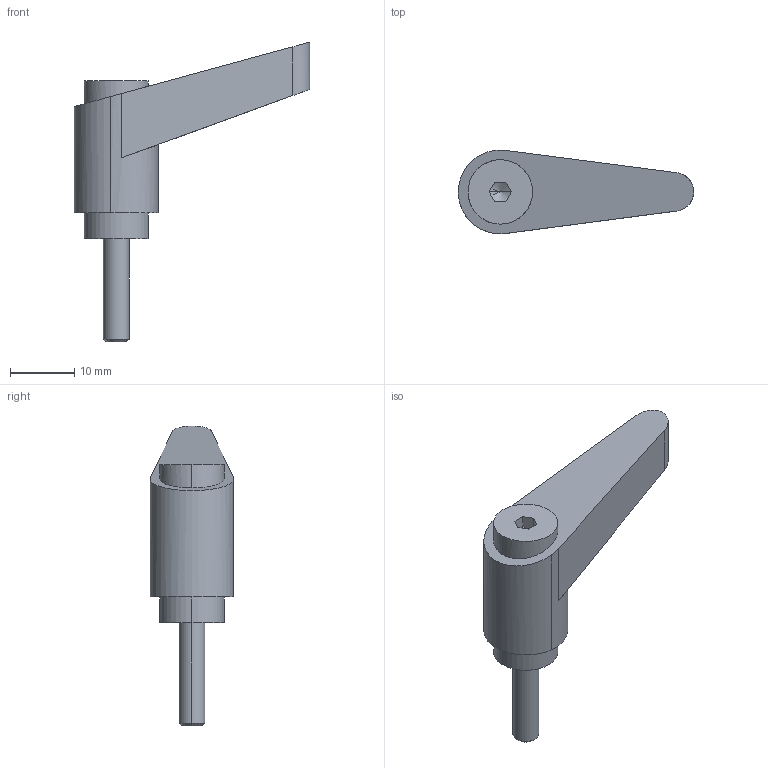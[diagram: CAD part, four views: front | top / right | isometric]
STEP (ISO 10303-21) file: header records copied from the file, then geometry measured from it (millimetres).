
FILE_DESCRIPTION(('STEP AP214'),'1');
FILE_NAME(' ',' ',('TraceParts'),('TraceParts S.A.'),'XStep 1.0',' ',' ');
FILE_SCHEMA(('automotive_design'));
Length unit declared in the file: millimetre
Products named in the file (1): 1
Bounding box: 36.5 x 13 x 46.5 mm (x, y, z)
Volume: 4871.9 mm3; surface area: 2217 mm2
Topology: 1 solids, 1 shells, 27 faces, 62 edges, 39 vertices
Faces by surface type: plane 14, cylinder 9, cone 4
Entity records: 761 total; most frequent: CARTESIAN_POINT 139, DIRECTION 132, ORIENTED_EDGE 120, EDGE_CURVE 60, AXIS2_PLACEMENT_3D 50, VERTEX_POINT 39, LINE 32, VECTOR 32
